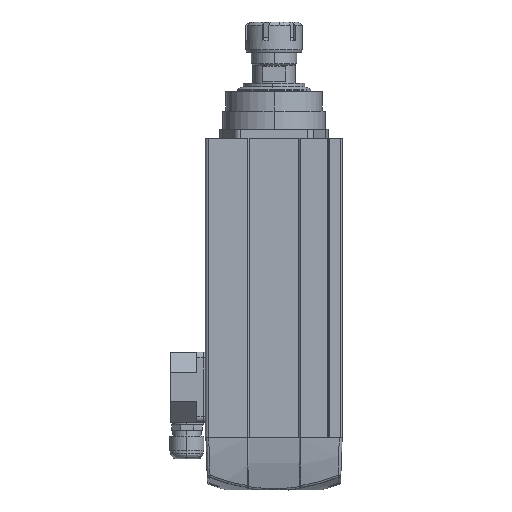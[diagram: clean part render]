
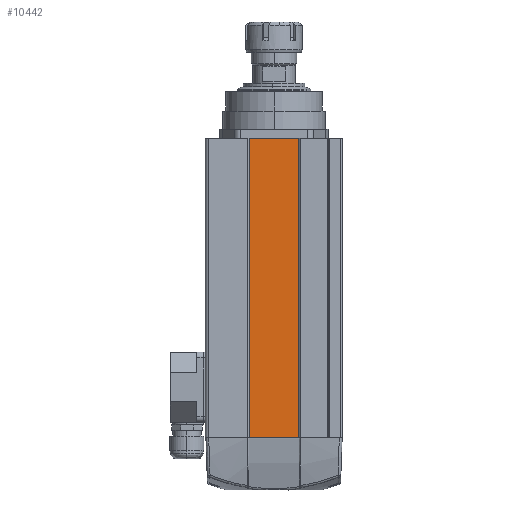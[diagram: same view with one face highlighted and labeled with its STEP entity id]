
A CAD part, left-side view. The second image highlights one B-rep face of the part: STEP entity #10442.
In plain terms, the highlighted planar face has unit normal (-1, 0, 0).
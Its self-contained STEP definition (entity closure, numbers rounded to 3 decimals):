
#314 = AXIS2_PLACEMENT_3D ( 'NONE', #9505, #1822, #22604 ) ;
#773 = VECTOR ( 'NONE', #25518, 1000. ) ;
#1456 = DIRECTION ( 'NONE',  ( 0., -1., 0. ) ) ;
#1822 = DIRECTION ( 'NONE',  ( 1., 0., 0. ) ) ;
#2629 = ORIENTED_EDGE ( 'NONE', *, *, #3866, .T. ) ;
#3377 = DIRECTION ( 'NONE',  ( 0., -1., 0. ) ) ;
#3866 = EDGE_CURVE ( 'NONE', #26550, #15332, #20619, .T. ) ;
#4018 = EDGE_CURVE ( 'NONE', #10156, #15332, #4133, .T. ) ;
#4133 = LINE ( 'NONE', #27615, #6910 ) ;
#4269 = PLANE ( 'NONE',  #314 ) ;
#4559 = DIRECTION ( 'NONE',  ( 0., 0., -1. ) ) ;
#6910 = VECTOR ( 'NONE', #4559, 1000. ) ;
#7172 = EDGE_CURVE ( 'NONE', #15894, #10156, #27097, .T. ) ;
#7278 = ORIENTED_EDGE ( 'NONE', *, *, #4018, .F. ) ;
#9056 = EDGE_LOOP ( 'NONE', ( #7278, #9241, #27028, #2629 ) ) ;
#9241 = ORIENTED_EDGE ( 'NONE', *, *, #7172, .F. ) ;
#9505 = CARTESIAN_POINT ( 'NONE',  ( -11214.356, -7631.504, 264. ) ) ;
#10156 = VERTEX_POINT ( 'NONE', #20711 ) ;
#10301 = CARTESIAN_POINT ( 'NONE',  ( -11214.356, -7631.504, 264. ) ) ;
#10442 = ADVANCED_FACE ( 'NONE', ( #12839 ), #4269, .F. ) ;
#12839 = FACE_OUTER_BOUND ( 'NONE', #9056, .T. ) ;
#13379 = VECTOR ( 'NONE', #1456, 1000. ) ;
#14426 = LINE ( 'NONE', #10301, #773 ) ;
#14983 = EDGE_CURVE ( 'NONE', #26550, #15894, #14426, .T. ) ;
#15332 = VERTEX_POINT ( 'NONE', #24704 ) ;
#15894 = VERTEX_POINT ( 'NONE', #17672 ) ;
#16263 = CARTESIAN_POINT ( 'NONE',  ( -11214.356, -7596.504, 264. ) ) ;
#17672 = CARTESIAN_POINT ( 'NONE',  ( -11214.356, -7631.504, 264. ) ) ;
#19089 = CARTESIAN_POINT ( 'NONE',  ( -11214.356, -7631.504, 0. ) ) ;
#20619 = LINE ( 'NONE', #19089, #13379 ) ;
#20711 = CARTESIAN_POINT ( 'NONE',  ( -11214.356, -7675.504, 264. ) ) ;
#21884 = VECTOR ( 'NONE', #3377, 1000. ) ;
#22604 = DIRECTION ( 'NONE',  ( 0., 0., -1. ) ) ;
#24704 = CARTESIAN_POINT ( 'NONE',  ( -11214.356, -7675.504, 0. ) ) ;
#25518 = DIRECTION ( 'NONE',  ( 0., 0., 1. ) ) ;
#26550 = VERTEX_POINT ( 'NONE', #28444 ) ;
#27028 = ORIENTED_EDGE ( 'NONE', *, *, #14983, .F. ) ;
#27097 = LINE ( 'NONE', #16263, #21884 ) ;
#27615 = CARTESIAN_POINT ( 'NONE',  ( -11214.356, -7675.504, 264. ) ) ;
#28444 = CARTESIAN_POINT ( 'NONE',  ( -11214.356, -7631.504, 0. ) ) ;
